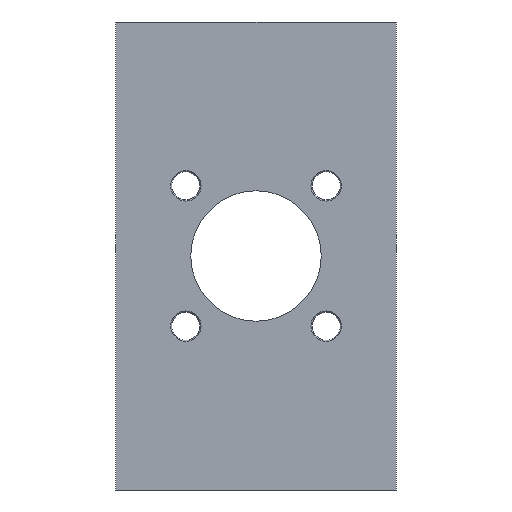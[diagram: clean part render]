
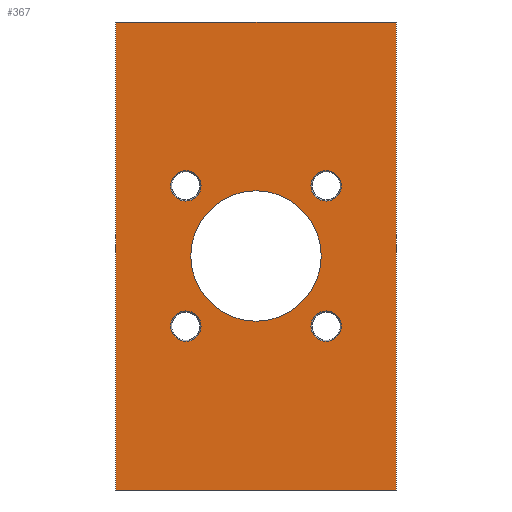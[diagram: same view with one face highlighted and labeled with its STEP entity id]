
A CAD part, front view. The second image highlights one B-rep face of the part: STEP entity #367.
In plain terms, the highlighted planar face has unit normal (0, -1, 0).
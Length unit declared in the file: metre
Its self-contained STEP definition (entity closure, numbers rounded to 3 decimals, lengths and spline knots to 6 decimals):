
#42=LINE('',#601,#54);
#44=LINE('',#615,#56);
#45=LINE('',#617,#57);
#46=LINE('',#619,#58);
#54=VECTOR('',#479,1.);
#56=VECTOR('',#493,1.);
#57=VECTOR('',#494,1.);
#58=VECTOR('',#495,1.);
#74=ORIENTED_EDGE('',*,*,#149,.T.);
#75=ORIENTED_EDGE('',*,*,#150,.T.);
#76=ORIENTED_EDGE('',*,*,#151,.T.);
#77=ORIENTED_EDGE('',*,*,#152,.T.);
#78=ORIENTED_EDGE('',*,*,#153,.F.);
#79=ORIENTED_EDGE('',*,*,#154,.T.);
#80=ORIENTED_EDGE('',*,*,#155,.F.);
#81=ORIENTED_EDGE('',*,*,#156,.F.);
#82=ORIENTED_EDGE('',*,*,#147,.T.);
#147=EDGE_CURVE('',#185,#184,#42,.T.);
#149=EDGE_CURVE('',#186,#186,#218,.T.);
#150=EDGE_CURVE('',#187,#187,#219,.T.);
#151=EDGE_CURVE('',#188,#188,#220,.T.);
#152=EDGE_CURVE('',#189,#189,#221,.T.);
#153=EDGE_CURVE('',#190,#190,#222,.F.);
#154=EDGE_CURVE('',#184,#191,#44,.T.);
#155=EDGE_CURVE('',#192,#191,#45,.T.);
#156=EDGE_CURVE('',#185,#192,#46,.T.);
#184=VERTEX_POINT('',#600);
#185=VERTEX_POINT('',#602);
#186=VERTEX_POINT('',#606);
#187=VERTEX_POINT('',#608);
#188=VERTEX_POINT('',#610);
#189=VERTEX_POINT('',#612);
#190=VERTEX_POINT('',#614);
#191=VERTEX_POINT('',#616);
#192=VERTEX_POINT('',#618);
#218=CIRCLE('',#413,0.00325);
#219=CIRCLE('',#414,0.00325);
#220=CIRCLE('',#415,0.00325);
#221=CIRCLE('',#416,0.00325);
#222=CIRCLE('',#417,0.013939);
#246=EDGE_LOOP('',(#74));
#247=EDGE_LOOP('',(#75));
#248=EDGE_LOOP('',(#76));
#249=EDGE_LOOP('',(#77));
#250=EDGE_LOOP('',(#78));
#251=EDGE_LOOP('',(#79,#80,#81,#82));
#304=FACE_BOUND('',#246,.T.);
#305=FACE_BOUND('',#247,.T.);
#306=FACE_BOUND('',#248,.T.);
#307=FACE_BOUND('',#249,.T.);
#308=FACE_BOUND('',#250,.T.);
#309=FACE_BOUND('',#251,.T.);
#361=PLANE('',#412);
#367=ADVANCED_FACE('',(#304,#305,#306,#307,#308,#309),#361,.F.);
#412=AXIS2_PLACEMENT_3D('',#604,#481,#482);
#413=AXIS2_PLACEMENT_3D('',#605,#483,#484);
#414=AXIS2_PLACEMENT_3D('',#607,#485,#486);
#415=AXIS2_PLACEMENT_3D('',#609,#487,#488);
#416=AXIS2_PLACEMENT_3D('',#611,#489,#490);
#417=AXIS2_PLACEMENT_3D('',#613,#491,#492);
#479=DIRECTION('',(0.,0.,-1.));
#481=DIRECTION('',(0.,1.,0.));
#482=DIRECTION('',(0.,0.,1.));
#483=DIRECTION('',(0.,1.,0.));
#484=DIRECTION('',(0.,0.,1.));
#485=DIRECTION('',(0.,1.,0.));
#486=DIRECTION('',(0.,0.,1.));
#487=DIRECTION('',(0.,1.,0.));
#488=DIRECTION('',(0.,0.,1.));
#489=DIRECTION('',(0.,1.,0.));
#490=DIRECTION('',(0.,0.,1.));
#491=DIRECTION('',(0.,1.,0.));
#492=DIRECTION('',(0.,0.,1.));
#493=DIRECTION('',(1.,0.,0.));
#494=DIRECTION('',(0.,0.,-1.));
#495=DIRECTION('',(1.,0.,0.));
#600=CARTESIAN_POINT('',(-0.03,-0.006,0.));
#601=CARTESIAN_POINT('',(-0.03,-0.006,0.1));
#602=CARTESIAN_POINT('',(-0.03,-0.006,0.1));
#604=CARTESIAN_POINT('',(0.,-0.006,0.1));
#605=CARTESIAN_POINT('',(-0.015,-0.006,0.035));
#606=CARTESIAN_POINT('',(-0.015,-0.006,0.03825));
#607=CARTESIAN_POINT('',(-0.015,-0.006,0.065));
#608=CARTESIAN_POINT('',(-0.015,-0.006,0.06825));
#609=CARTESIAN_POINT('',(0.015,-0.006,0.065));
#610=CARTESIAN_POINT('',(0.015,-0.006,0.06825));
#611=CARTESIAN_POINT('',(0.015,-0.006,0.035));
#612=CARTESIAN_POINT('',(0.015,-0.006,0.03825));
#613=CARTESIAN_POINT('',(0.,-0.006,0.05));
#614=CARTESIAN_POINT('',(0.,-0.006,0.063939));
#615=CARTESIAN_POINT('',(0.,-0.006,0.));
#616=CARTESIAN_POINT('',(0.03,-0.006,0.));
#617=CARTESIAN_POINT('',(0.03,-0.006,0.1));
#618=CARTESIAN_POINT('',(0.03,-0.006,0.1));
#619=CARTESIAN_POINT('',(0.,-0.006,0.1));
